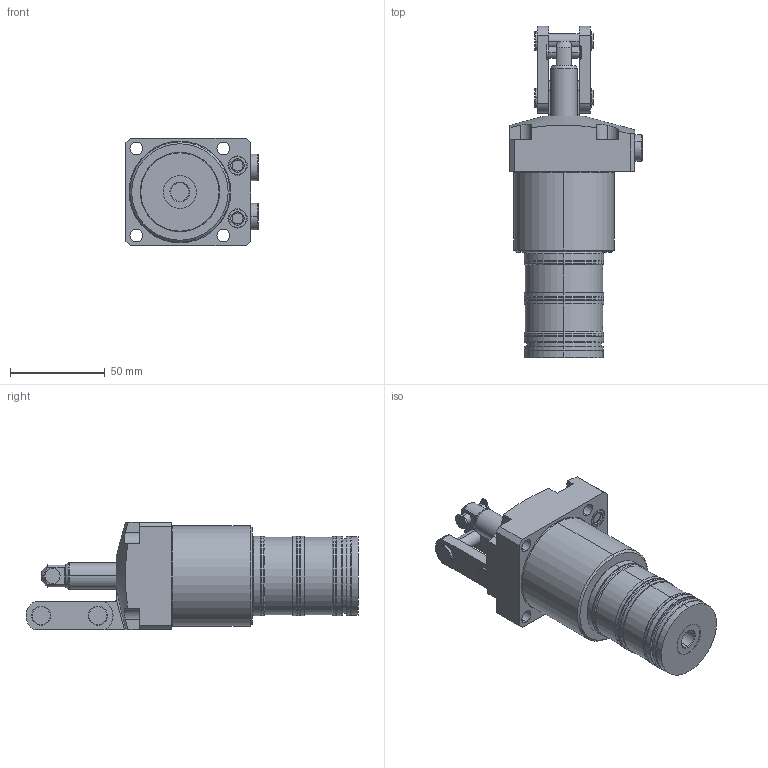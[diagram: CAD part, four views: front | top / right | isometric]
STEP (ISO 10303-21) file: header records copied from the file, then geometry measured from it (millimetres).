
FILE_DESCRIPTION (( 'STEP AP203' ), '1' );
FILE_NAME ('CLU06-RA.step', '2014-10-06T05:21:55', ( 'pascal' ), ( 'Hewlett-Packard Company' ), 'SwSTEP 2.0', 'SolidWorks 2012', '' );
FILE_SCHEMA (( 'CONFIG_CONTROL_DESIGN' ));
Length unit declared in the file: millimetre
Products named in the file (5): CLU06-RA_BODY; CLU06-A_ROD; CLU06-A_LINK; CLU06-A_PLUG; CLU06-RA
Assembly tree (5 placements, depth 2):
  CLU06-RA
    CLU06-RA_BODY
    CLU06-A_ROD
    CLU06-A_LINK
    CLU06-A_PLUG  x2
Bounding box: 69.8 x 175.5 x 57 mm (x, y, z)
Volume: 274413.6 mm3; surface area: 42675.1 mm2
Topology: 5 solids, 7 shells, 352 faces, 806 edges, 510 vertices
Faces by surface type: cylinder 150, plane 128, torus 46, cone 28
Entity records: 10349 total; most frequent: CARTESIAN_POINT 1997, DIRECTION 1786, ORIENTED_EDGE 1520, EDGE_CURVE 760, AXIS2_PLACEMENT_3D 729, VERTEX_POINT 482, CIRCLE 391, EDGE_LOOP 390
